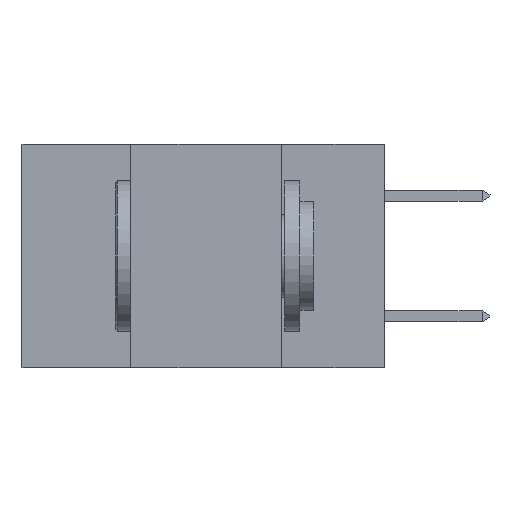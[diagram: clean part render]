
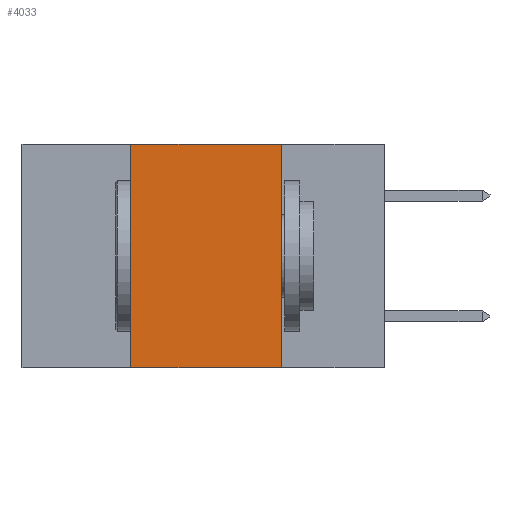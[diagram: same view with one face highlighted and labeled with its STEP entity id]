
A CAD part, left-side view. The second image highlights one B-rep face of the part: STEP entity #4033.
In plain terms, the highlighted planar face has unit normal (-1, 0, 0).
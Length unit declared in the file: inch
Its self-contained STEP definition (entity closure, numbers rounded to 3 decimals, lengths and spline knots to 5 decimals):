
#1633 = LINE ( 'NONE', #9356, #8893 ) ;
#1661 = CARTESIAN_POINT ( 'NONE',  ( 0., 0.17, 0. ) ) ;
#2075 = EDGE_LOOP ( 'NONE', ( #17993, #11568, #14257, #10947 ) ) ;
#3890 = EDGE_CURVE ( 'NONE', #13468, #15138, #11980, .T. ) ;
#4033 = ADVANCED_FACE ( 'NONE', ( #6368 ), #5596, .F. ) ;
#4049 = AXIS2_PLACEMENT_3D ( 'NONE', #5534, #5475, #5452 ) ;
#5452 = DIRECTION ( 'NONE',  ( 0., 0., -1. ) ) ;
#5475 = DIRECTION ( 'NONE',  ( 1., 0., 0. ) ) ;
#5534 = CARTESIAN_POINT ( 'NONE',  ( 0., 0.6, 0. ) ) ;
#5596 = PLANE ( 'NONE',  #4049 ) ;
#6368 = FACE_OUTER_BOUND ( 'NONE', #2075, .T. ) ;
#7177 = CARTESIAN_POINT ( 'NONE',  ( 0., 0.42, 0. ) ) ;
#7288 = DIRECTION ( 'NONE',  ( 0., 0., 1. ) ) ;
#8673 = LINE ( 'NONE', #1661, #15606 ) ;
#8893 = VECTOR ( 'NONE', #10731, 39.37008 ) ;
#9356 = CARTESIAN_POINT ( 'NONE',  ( 0., 0.6, 0. ) ) ;
#9537 = CARTESIAN_POINT ( 'NONE',  ( 0., 0.17, -0.37 ) ) ;
#10731 = DIRECTION ( 'NONE',  ( 0., -1., 0. ) ) ;
#10947 = ORIENTED_EDGE ( 'NONE', *, *, #11794, .T. ) ;
#11528 = VECTOR ( 'NONE', #7288, 39.37008 ) ;
#11568 = ORIENTED_EDGE ( 'NONE', *, *, #12353, .F. ) ;
#11794 = EDGE_CURVE ( 'NONE', #13468, #15739, #17928, .T. ) ;
#11980 = LINE ( 'NONE', #7177, #11528 ) ;
#12269 = CARTESIAN_POINT ( 'NONE',  ( 0., 0.42, 0. ) ) ;
#12353 = EDGE_CURVE ( 'NONE', #15138, #13885, #1633, .T. ) ;
#13037 = DIRECTION ( 'NONE',  ( 0., 0., -1. ) ) ;
#13468 = VERTEX_POINT ( 'NONE', #17177 ) ;
#13784 = DIRECTION ( 'NONE',  ( 0., -1., 0. ) ) ;
#13885 = VERTEX_POINT ( 'NONE', #17924 ) ;
#14257 = ORIENTED_EDGE ( 'NONE', *, *, #3890, .F. ) ;
#14849 = EDGE_CURVE ( 'NONE', #13885, #15739, #8673, .T. ) ;
#15138 = VERTEX_POINT ( 'NONE', #12269 ) ;
#15606 = VECTOR ( 'NONE', #13037, 39.37008 ) ;
#15739 = VERTEX_POINT ( 'NONE', #9537 ) ;
#16416 = CARTESIAN_POINT ( 'NONE',  ( 0., 0.6, -0.37 ) ) ;
#17090 = VECTOR ( 'NONE', #13784, 39.37008 ) ;
#17177 = CARTESIAN_POINT ( 'NONE',  ( 0., 0.42, -0.37 ) ) ;
#17924 = CARTESIAN_POINT ( 'NONE',  ( 0., 0.17, 0. ) ) ;
#17928 = LINE ( 'NONE', #16416, #17090 ) ;
#17993 = ORIENTED_EDGE ( 'NONE', *, *, #14849, .F. ) ;
